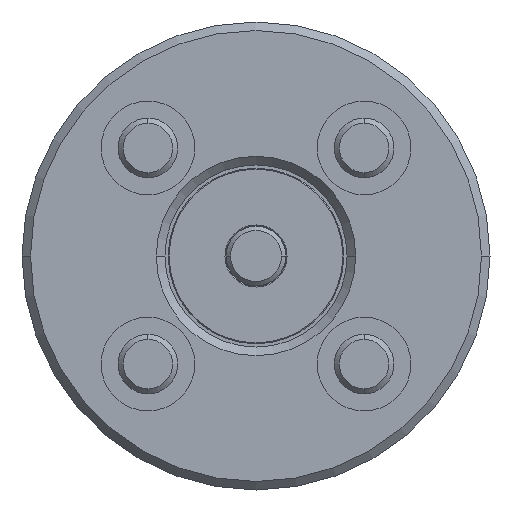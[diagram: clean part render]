
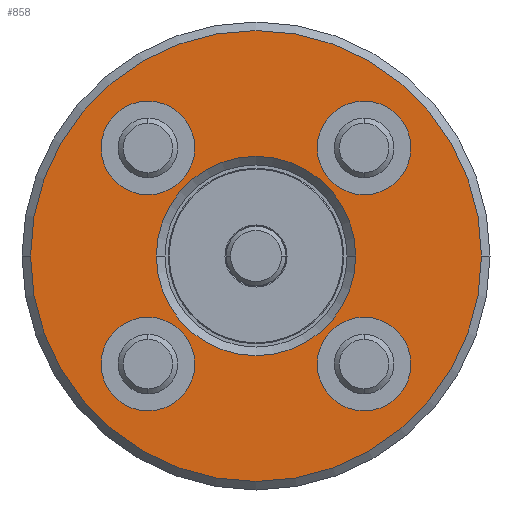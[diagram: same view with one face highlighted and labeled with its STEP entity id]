
A CAD part, front view. The second image highlights one B-rep face of the part: STEP entity #858.
In plain terms, the highlighted planar face has unit normal (0, -1, 0).
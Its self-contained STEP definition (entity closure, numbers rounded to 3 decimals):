
#1=CARTESIAN_POINT('',(0.,0.,0.));
#2=DIRECTION('',(0.,1.,0.));
#3=DIRECTION('',(1.,0.,0.));
#4=AXIS2_PLACEMENT_3D('',#1,#2,#3);
#6=CARTESIAN_POINT('',(0.,0.,0.));
#7=DIRECTION('',(0.,1.,0.));
#8=DIRECTION('',(-1.,0.,0.));
#9=AXIS2_PLACEMENT_3D('',#6,#7,#8);
#11=CARTESIAN_POINT('',(0.,0.,0.));
#12=DIRECTION('',(0.,1.,0.));
#13=DIRECTION('',(1.,0.,0.));
#14=AXIS2_PLACEMENT_3D('',#11,#12,#13);
#16=CARTESIAN_POINT('',(0.,0.,0.));
#17=DIRECTION('',(0.,1.,0.));
#18=DIRECTION('',(-1.,0.,0.));
#19=AXIS2_PLACEMENT_3D('',#16,#17,#18);
#21=CARTESIAN_POINT('',(-1.27,0.,1.27));
#22=DIRECTION('',(0.,-1.,0.));
#23=DIRECTION('',(1.,0.,0.));
#24=AXIS2_PLACEMENT_3D('',#21,#22,#23);
#26=CARTESIAN_POINT('',(-1.27,0.,1.27));
#27=DIRECTION('',(0.,-1.,0.));
#28=DIRECTION('',(-1.,0.,0.));
#29=AXIS2_PLACEMENT_3D('',#26,#27,#28);
#31=CARTESIAN_POINT('',(1.27,0.,1.27));
#32=DIRECTION('',(0.,-1.,0.));
#33=DIRECTION('',(1.,0.,0.));
#34=AXIS2_PLACEMENT_3D('',#31,#32,#33);
#36=CARTESIAN_POINT('',(1.27,0.,1.27));
#37=DIRECTION('',(0.,-1.,0.));
#38=DIRECTION('',(-1.,0.,0.));
#39=AXIS2_PLACEMENT_3D('',#36,#37,#38);
#41=CARTESIAN_POINT('',(1.27,0.,-1.27));
#42=DIRECTION('',(0.,-1.,0.));
#43=DIRECTION('',(1.,0.,0.));
#44=AXIS2_PLACEMENT_3D('',#41,#42,#43);
#46=CARTESIAN_POINT('',(1.27,0.,-1.27));
#47=DIRECTION('',(0.,-1.,0.));
#48=DIRECTION('',(-1.,0.,0.));
#49=AXIS2_PLACEMENT_3D('',#46,#47,#48);
#51=CARTESIAN_POINT('',(-1.27,0.,-1.27));
#52=DIRECTION('',(0.,-1.,0.));
#53=DIRECTION('',(1.,0.,0.));
#54=AXIS2_PLACEMENT_3D('',#51,#52,#53);
#56=CARTESIAN_POINT('',(-1.27,0.,-1.27));
#57=DIRECTION('',(0.,-1.,0.));
#58=DIRECTION('',(-1.,0.,0.));
#59=AXIS2_PLACEMENT_3D('',#56,#57,#58);
#647=CARTESIAN_POINT('',(1.172,0.,0.));
#648=CARTESIAN_POINT('',(-1.172,0.,0.));
#649=VERTEX_POINT('',#647);
#650=VERTEX_POINT('',#648);
#667=CARTESIAN_POINT('',(-0.72,0.,1.27));
#668=CARTESIAN_POINT('',(-1.82,0.,1.27));
#669=VERTEX_POINT('',#667);
#670=VERTEX_POINT('',#668);
#671=CARTESIAN_POINT('',(1.82,0.,1.27));
#672=CARTESIAN_POINT('',(0.72,0.,1.27));
#673=VERTEX_POINT('',#671);
#674=VERTEX_POINT('',#672);
#675=CARTESIAN_POINT('',(1.82,0.,-1.27));
#676=CARTESIAN_POINT('',(0.72,0.,-1.27));
#677=VERTEX_POINT('',#675);
#678=VERTEX_POINT('',#676);
#679=CARTESIAN_POINT('',(-0.72,0.,-1.27));
#680=CARTESIAN_POINT('',(-1.82,0.,-1.27));
#681=VERTEX_POINT('',#679);
#682=VERTEX_POINT('',#680);
#735=CARTESIAN_POINT('',(2.65,0.,0.));
#736=CARTESIAN_POINT('',(-2.65,0.,0.));
#737=VERTEX_POINT('',#735);
#738=VERTEX_POINT('',#736);
#817=CARTESIAN_POINT('',(0.,0.,0.));
#818=DIRECTION('',(0.,1.,0.));
#819=DIRECTION('',(1.,0.,0.));
#820=AXIS2_PLACEMENT_3D('',#817,#818,#819);
#821=PLANE('',#820);
#823=ORIENTED_EDGE('',*,*,#822,.T.);
#825=ORIENTED_EDGE('',*,*,#824,.T.);
#826=EDGE_LOOP('',(#823,#825));
#827=FACE_OUTER_BOUND('',#826,.F.);
#829=ORIENTED_EDGE('',*,*,#828,.F.);
#831=ORIENTED_EDGE('',*,*,#830,.F.);
#832=EDGE_LOOP('',(#829,#831));
#833=FACE_BOUND('',#832,.F.);
#835=ORIENTED_EDGE('',*,*,#834,.T.);
#837=ORIENTED_EDGE('',*,*,#836,.T.);
#838=EDGE_LOOP('',(#835,#837));
#839=FACE_BOUND('',#838,.F.);
#841=ORIENTED_EDGE('',*,*,#840,.T.);
#843=ORIENTED_EDGE('',*,*,#842,.T.);
#844=EDGE_LOOP('',(#841,#843));
#845=FACE_BOUND('',#844,.F.);
#847=ORIENTED_EDGE('',*,*,#846,.T.);
#849=ORIENTED_EDGE('',*,*,#848,.T.);
#850=EDGE_LOOP('',(#847,#849));
#851=FACE_BOUND('',#850,.F.);
#853=ORIENTED_EDGE('',*,*,#852,.T.);
#855=ORIENTED_EDGE('',*,*,#854,.T.);
#856=EDGE_LOOP('',(#853,#855));
#857=FACE_BOUND('',#856,.F.);
#858=ADVANCED_FACE('',(#827,#833,#839,#845,#851,#857),#821,.F.);
#5=CIRCLE('',#4,2.65);
#10=CIRCLE('',#9,2.65);
#15=CIRCLE('',#14,1.172);
#20=CIRCLE('',#19,1.172);
#25=CIRCLE('',#24,0.55);
#30=CIRCLE('',#29,0.55);
#35=CIRCLE('',#34,0.55);
#40=CIRCLE('',#39,0.55);
#45=CIRCLE('',#44,0.55);
#50=CIRCLE('',#49,0.55);
#55=CIRCLE('',#54,0.55);
#60=CIRCLE('',#59,0.55);
#822=EDGE_CURVE('',#737,#738,#5,.T.);
#824=EDGE_CURVE('',#738,#737,#10,.T.);
#828=EDGE_CURVE('',#649,#650,#15,.T.);
#830=EDGE_CURVE('',#650,#649,#20,.T.);
#834=EDGE_CURVE('',#669,#670,#25,.T.);
#836=EDGE_CURVE('',#670,#669,#30,.T.);
#840=EDGE_CURVE('',#673,#674,#35,.T.);
#842=EDGE_CURVE('',#674,#673,#40,.T.);
#846=EDGE_CURVE('',#677,#678,#45,.T.);
#848=EDGE_CURVE('',#678,#677,#50,.T.);
#852=EDGE_CURVE('',#681,#682,#55,.T.);
#854=EDGE_CURVE('',#682,#681,#60,.T.);
